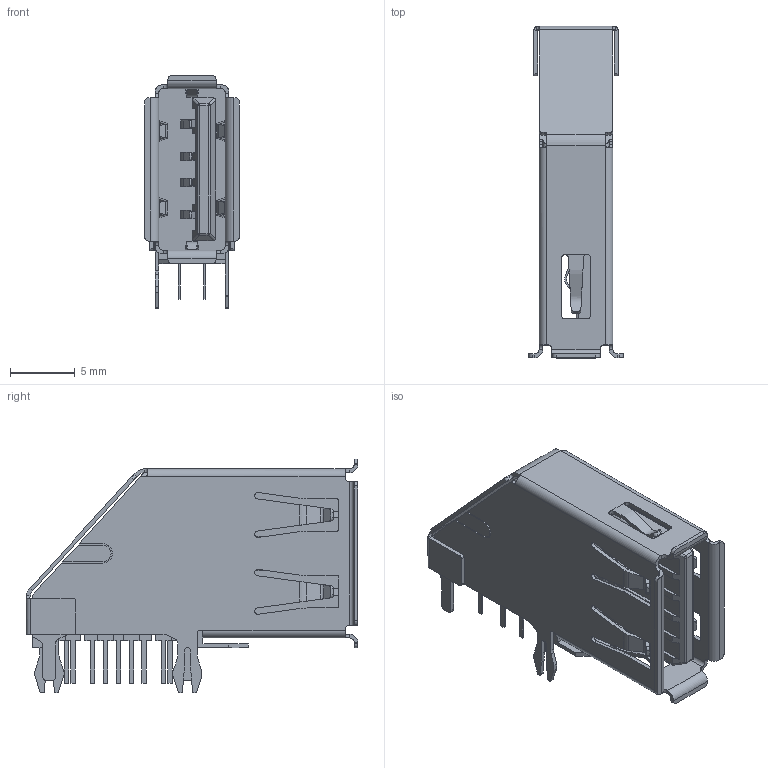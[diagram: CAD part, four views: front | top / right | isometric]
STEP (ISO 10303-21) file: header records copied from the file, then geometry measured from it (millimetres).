
FILE_DESCRIPTION (( 'STEP AP214' ), '1' );
FILE_NAME ('USB-3.0-TH_9P-L7.3-W25.7-H14.7.step', '2022-07-15T08:00:21', ( '' ), ( '' ), 'SwSTEP 2.0', 'SolidWorks 2020', '' );
FILE_SCHEMA (( 'AUTOMOTIVE_DESIGN' ));
Length unit declared in the file: millimetre
Products named in the file (1): USB-3.0-TH_9P-L7.3-W25.7-H14.7
Bounding box: 7.32 x 25.7 x 18.1 mm (x, y, z)
Volume: 1189.7 mm3; surface area: 1966.2 mm2
Topology: 1 solids, 1 shells, 961 faces, 2617 edges, 1686 vertices
Faces by surface type: plane 607, cylinder 234, bspline 116, sphere 4
Entity records: 42343 total; most frequent: CARTESIAN_POINT 8248, ORIENTED_EDGE 5226, DIRECTION 4344, EDGE_CURVE 2613, VECTOR 1892, LINE 1892, VERTEX_POINT 1686, AXIS2_PLACEMENT_3D 1226
